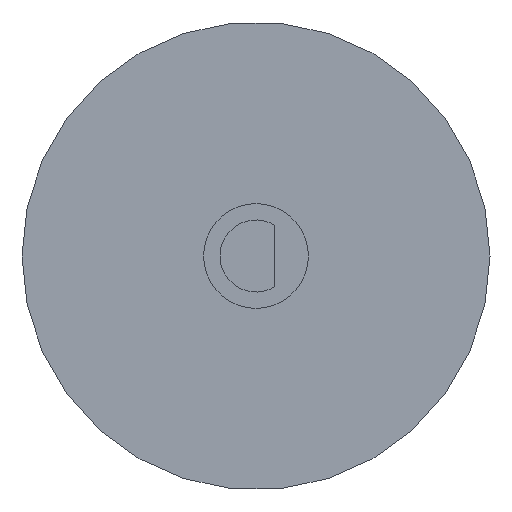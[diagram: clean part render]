
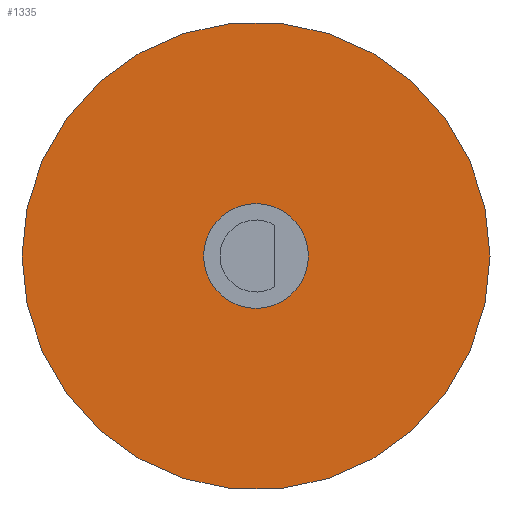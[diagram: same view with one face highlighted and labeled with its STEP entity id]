
A CAD part, front view. The second image highlights one B-rep face of the part: STEP entity #1335.
In plain terms, the highlighted planar face has unit normal (0, -1, 0).
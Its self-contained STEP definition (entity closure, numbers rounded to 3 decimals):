
#18=FACE_BOUND('',#146,.T.);
#21=CIRCLE('',#1427,4.5);
#67=FACE_OUTER_BOUND('',#145,.T.);
#145=EDGE_LOOP('',(#1055,#1056,#1057,#1058,#1059,#1060,#1061,#1062,#1063,
#1064,#1065,#1066,#1067,#1068,#1069,#1070,#1071,#1072,#1073,#1074,#1075,
#1076,#1077,#1078,#1079,#1080,#1081,#1082,#1083,#1084));
#146=EDGE_LOOP('',(#1085));
#300=LINE('',#2061,#482);
#301=LINE('',#2063,#483);
#302=LINE('',#2065,#484);
#303=LINE('',#2067,#485);
#304=LINE('',#2069,#486);
#305=LINE('',#2071,#487);
#306=LINE('',#2073,#488);
#307=LINE('',#2075,#489);
#308=LINE('',#2077,#490);
#309=LINE('',#2079,#491);
#310=LINE('',#2081,#492);
#311=LINE('',#2083,#493);
#312=LINE('',#2085,#494);
#313=LINE('',#2087,#495);
#314=LINE('',#2089,#496);
#315=LINE('',#2091,#497);
#316=LINE('',#2093,#498);
#317=LINE('',#2095,#499);
#318=LINE('',#2097,#500);
#319=LINE('',#2099,#501);
#320=LINE('',#2101,#502);
#321=LINE('',#2103,#503);
#322=LINE('',#2105,#504);
#323=LINE('',#2107,#505);
#324=LINE('',#2109,#506);
#325=LINE('',#2111,#507);
#326=LINE('',#2113,#508);
#327=LINE('',#2115,#509);
#328=LINE('',#2117,#510);
#329=LINE('',#2118,#511);
#482=VECTOR('',#1679,10.);
#483=VECTOR('',#1680,10.);
#484=VECTOR('',#1681,10.);
#485=VECTOR('',#1682,10.);
#486=VECTOR('',#1683,10.);
#487=VECTOR('',#1684,10.);
#488=VECTOR('',#1685,10.);
#489=VECTOR('',#1686,10.);
#490=VECTOR('',#1687,10.);
#491=VECTOR('',#1688,10.);
#492=VECTOR('',#1689,10.);
#493=VECTOR('',#1690,10.);
#494=VECTOR('',#1691,10.);
#495=VECTOR('',#1692,10.);
#496=VECTOR('',#1693,10.);
#497=VECTOR('',#1694,10.);
#498=VECTOR('',#1695,10.);
#499=VECTOR('',#1696,10.);
#500=VECTOR('',#1697,10.);
#501=VECTOR('',#1698,10.);
#502=VECTOR('',#1699,10.);
#503=VECTOR('',#1700,10.);
#504=VECTOR('',#1701,10.);
#505=VECTOR('',#1702,10.);
#506=VECTOR('',#1703,10.);
#507=VECTOR('',#1704,10.);
#508=VECTOR('',#1705,10.);
#509=VECTOR('',#1706,10.);
#510=VECTOR('',#1707,10.);
#511=VECTOR('',#1708,10.);
#625=VERTEX_POINT('',#2053);
#627=VERTEX_POINT('',#2059);
#628=VERTEX_POINT('',#2060);
#629=VERTEX_POINT('',#2062);
#630=VERTEX_POINT('',#2064);
#631=VERTEX_POINT('',#2066);
#632=VERTEX_POINT('',#2068);
#633=VERTEX_POINT('',#2070);
#634=VERTEX_POINT('',#2072);
#635=VERTEX_POINT('',#2074);
#636=VERTEX_POINT('',#2076);
#637=VERTEX_POINT('',#2078);
#638=VERTEX_POINT('',#2080);
#639=VERTEX_POINT('',#2082);
#640=VERTEX_POINT('',#2084);
#641=VERTEX_POINT('',#2086);
#642=VERTEX_POINT('',#2088);
#643=VERTEX_POINT('',#2090);
#644=VERTEX_POINT('',#2092);
#645=VERTEX_POINT('',#2094);
#646=VERTEX_POINT('',#2096);
#647=VERTEX_POINT('',#2098);
#648=VERTEX_POINT('',#2100);
#649=VERTEX_POINT('',#2102);
#650=VERTEX_POINT('',#2104);
#651=VERTEX_POINT('',#2106);
#652=VERTEX_POINT('',#2108);
#653=VERTEX_POINT('',#2110);
#654=VERTEX_POINT('',#2112);
#655=VERTEX_POINT('',#2114);
#656=VERTEX_POINT('',#2116);
#778=EDGE_CURVE('',#625,#625,#21,.T.);
#781=EDGE_CURVE('',#627,#628,#300,.T.);
#782=EDGE_CURVE('',#628,#629,#301,.T.);
#783=EDGE_CURVE('',#629,#630,#302,.T.);
#784=EDGE_CURVE('',#630,#631,#303,.T.);
#785=EDGE_CURVE('',#631,#632,#304,.T.);
#786=EDGE_CURVE('',#632,#633,#305,.T.);
#787=EDGE_CURVE('',#633,#634,#306,.T.);
#788=EDGE_CURVE('',#634,#635,#307,.T.);
#789=EDGE_CURVE('',#635,#636,#308,.T.);
#790=EDGE_CURVE('',#636,#637,#309,.T.);
#791=EDGE_CURVE('',#637,#638,#310,.T.);
#792=EDGE_CURVE('',#638,#639,#311,.T.);
#793=EDGE_CURVE('',#639,#640,#312,.T.);
#794=EDGE_CURVE('',#640,#641,#313,.T.);
#795=EDGE_CURVE('',#641,#642,#314,.T.);
#796=EDGE_CURVE('',#642,#643,#315,.T.);
#797=EDGE_CURVE('',#643,#644,#316,.T.);
#798=EDGE_CURVE('',#644,#645,#317,.T.);
#799=EDGE_CURVE('',#645,#646,#318,.T.);
#800=EDGE_CURVE('',#646,#647,#319,.T.);
#801=EDGE_CURVE('',#647,#648,#320,.T.);
#802=EDGE_CURVE('',#648,#649,#321,.T.);
#803=EDGE_CURVE('',#649,#650,#322,.T.);
#804=EDGE_CURVE('',#650,#651,#323,.T.);
#805=EDGE_CURVE('',#651,#652,#324,.T.);
#806=EDGE_CURVE('',#652,#653,#325,.T.);
#807=EDGE_CURVE('',#653,#654,#326,.T.);
#808=EDGE_CURVE('',#654,#655,#327,.T.);
#809=EDGE_CURVE('',#655,#656,#328,.T.);
#810=EDGE_CURVE('',#656,#627,#329,.T.);
#1055=ORIENTED_EDGE('',*,*,#781,.T.);
#1056=ORIENTED_EDGE('',*,*,#782,.T.);
#1057=ORIENTED_EDGE('',*,*,#783,.T.);
#1058=ORIENTED_EDGE('',*,*,#784,.T.);
#1059=ORIENTED_EDGE('',*,*,#785,.T.);
#1060=ORIENTED_EDGE('',*,*,#786,.T.);
#1061=ORIENTED_EDGE('',*,*,#787,.T.);
#1062=ORIENTED_EDGE('',*,*,#788,.T.);
#1063=ORIENTED_EDGE('',*,*,#789,.T.);
#1064=ORIENTED_EDGE('',*,*,#790,.T.);
#1065=ORIENTED_EDGE('',*,*,#791,.T.);
#1066=ORIENTED_EDGE('',*,*,#792,.T.);
#1067=ORIENTED_EDGE('',*,*,#793,.T.);
#1068=ORIENTED_EDGE('',*,*,#794,.T.);
#1069=ORIENTED_EDGE('',*,*,#795,.T.);
#1070=ORIENTED_EDGE('',*,*,#796,.T.);
#1071=ORIENTED_EDGE('',*,*,#797,.T.);
#1072=ORIENTED_EDGE('',*,*,#798,.T.);
#1073=ORIENTED_EDGE('',*,*,#799,.T.);
#1074=ORIENTED_EDGE('',*,*,#800,.T.);
#1075=ORIENTED_EDGE('',*,*,#801,.T.);
#1076=ORIENTED_EDGE('',*,*,#802,.T.);
#1077=ORIENTED_EDGE('',*,*,#803,.T.);
#1078=ORIENTED_EDGE('',*,*,#804,.T.);
#1079=ORIENTED_EDGE('',*,*,#805,.T.);
#1080=ORIENTED_EDGE('',*,*,#806,.T.);
#1081=ORIENTED_EDGE('',*,*,#807,.T.);
#1082=ORIENTED_EDGE('',*,*,#808,.T.);
#1083=ORIENTED_EDGE('',*,*,#809,.T.);
#1084=ORIENTED_EDGE('',*,*,#810,.T.);
#1085=ORIENTED_EDGE('',*,*,#778,.T.);
#1259=PLANE('',#1429);
#1335=ADVANCED_FACE('',(#67,#18),#1259,.T.);
#1427=AXIS2_PLACEMENT_3D('',#2054,#1672,#1673);
#1429=AXIS2_PLACEMENT_3D('',#2058,#1677,#1678);
#1672=DIRECTION('center_axis',(0.,1.,0.));
#1673=DIRECTION('ref_axis',(1.,0.,0.));
#1677=DIRECTION('center_axis',(0.,-1.,0.));
#1678=DIRECTION('ref_axis',(1.,0.,0.));
#1679=DIRECTION('',(0.978,0.,-0.208));
#1680=DIRECTION('',(1.,0.,0.));
#1681=DIRECTION('',(0.978,0.,0.208));
#1682=DIRECTION('',(0.914,0.,0.407));
#1683=DIRECTION('',(0.809,0.,0.588));
#1684=DIRECTION('',(0.669,0.,0.743));
#1685=DIRECTION('',(0.5,0.,0.866));
#1686=DIRECTION('',(0.309,0.,0.951));
#1687=DIRECTION('',(0.105,0.,0.995));
#1688=DIRECTION('',(-0.105,0.,0.995));
#1689=DIRECTION('',(-0.309,0.,0.951));
#1690=DIRECTION('',(-0.5,0.,0.866));
#1691=DIRECTION('',(-0.669,0.,0.743));
#1692=DIRECTION('',(-0.809,0.,0.588));
#1693=DIRECTION('',(-0.914,0.,0.407));
#1694=DIRECTION('',(-0.978,0.,0.208));
#1695=DIRECTION('',(-1.,0.,0.));
#1696=DIRECTION('',(-0.978,0.,-0.208));
#1697=DIRECTION('',(-0.914,0.,-0.407));
#1698=DIRECTION('',(-0.809,0.,-0.588));
#1699=DIRECTION('',(-0.669,0.,-0.743));
#1700=DIRECTION('',(-0.5,0.,-0.866));
#1701=DIRECTION('',(-0.309,0.,-0.951));
#1702=DIRECTION('',(-0.105,0.,-0.995));
#1703=DIRECTION('',(0.105,0.,-0.995));
#1704=DIRECTION('',(0.309,0.,-0.951));
#1705=DIRECTION('',(0.5,0.,-0.866));
#1706=DIRECTION('',(0.669,0.,-0.743));
#1707=DIRECTION('',(0.809,0.,-0.588));
#1708=DIRECTION('',(0.914,0.,-0.407));
#2053=CARTESIAN_POINT('',(-4.5,-0.5,0.));
#2054=CARTESIAN_POINT('Origin',(0.,-0.5,0.));
#2058=CARTESIAN_POINT('Origin',(0.,-0.5,0.));
#2059=CARTESIAN_POINT('',(-6.214,-0.5,-19.126));
#2060=CARTESIAN_POINT('',(-2.102,-0.5,-20.));
#2061=CARTESIAN_POINT('',(-6.214,-0.5,-19.126));
#2062=CARTESIAN_POINT('',(2.102,-0.5,-20.));
#2063=CARTESIAN_POINT('',(-2.102,-0.5,-20.));
#2064=CARTESIAN_POINT('',(6.214,-0.5,-19.126));
#2065=CARTESIAN_POINT('',(2.102,-0.5,-20.));
#2066=CARTESIAN_POINT('',(10.055,-0.5,-17.416));
#2067=CARTESIAN_POINT('',(6.214,-0.5,-19.126));
#2068=CARTESIAN_POINT('',(13.456,-0.5,-14.945));
#2069=CARTESIAN_POINT('',(10.055,-0.5,-17.416));
#2070=CARTESIAN_POINT('',(16.269,-0.5,-11.82));
#2071=CARTESIAN_POINT('',(13.456,-0.5,-14.945));
#2072=CARTESIAN_POINT('',(18.372,-0.5,-8.18));
#2073=CARTESIAN_POINT('',(16.269,-0.5,-11.82));
#2074=CARTESIAN_POINT('',(19.671,-0.5,-4.181));
#2075=CARTESIAN_POINT('',(18.372,-0.5,-8.18));
#2076=CARTESIAN_POINT('',(20.11,-0.5,0.));
#2077=CARTESIAN_POINT('',(19.671,-0.5,-4.181));
#2078=CARTESIAN_POINT('',(19.671,-0.5,4.181));
#2079=CARTESIAN_POINT('',(20.11,-0.5,0.));
#2080=CARTESIAN_POINT('',(18.372,-0.5,8.18));
#2081=CARTESIAN_POINT('',(19.671,-0.5,4.181));
#2082=CARTESIAN_POINT('',(16.269,-0.5,11.82));
#2083=CARTESIAN_POINT('',(18.372,-0.5,8.18));
#2084=CARTESIAN_POINT('',(13.456,-0.5,14.945));
#2085=CARTESIAN_POINT('',(16.269,-0.5,11.82));
#2086=CARTESIAN_POINT('',(10.055,-0.5,17.416));
#2087=CARTESIAN_POINT('',(13.456,-0.5,14.945));
#2088=CARTESIAN_POINT('',(6.214,-0.5,19.126));
#2089=CARTESIAN_POINT('',(10.055,-0.5,17.416));
#2090=CARTESIAN_POINT('',(2.102,-0.5,20.));
#2091=CARTESIAN_POINT('',(6.214,-0.5,19.126));
#2092=CARTESIAN_POINT('',(-2.102,-0.5,20.));
#2093=CARTESIAN_POINT('',(2.102,-0.5,20.));
#2094=CARTESIAN_POINT('',(-6.214,-0.5,19.126));
#2095=CARTESIAN_POINT('',(-2.102,-0.5,20.));
#2096=CARTESIAN_POINT('',(-10.055,-0.5,17.416));
#2097=CARTESIAN_POINT('',(-6.214,-0.5,19.126));
#2098=CARTESIAN_POINT('',(-13.456,-0.5,14.945));
#2099=CARTESIAN_POINT('',(-10.055,-0.5,17.416));
#2100=CARTESIAN_POINT('',(-16.269,-0.5,11.82));
#2101=CARTESIAN_POINT('',(-13.456,-0.5,14.945));
#2102=CARTESIAN_POINT('',(-18.372,-0.5,8.18));
#2103=CARTESIAN_POINT('',(-16.269,-0.5,11.82));
#2104=CARTESIAN_POINT('',(-19.671,-0.5,4.181));
#2105=CARTESIAN_POINT('',(-18.372,-0.5,8.18));
#2106=CARTESIAN_POINT('',(-20.11,-0.5,0.));
#2107=CARTESIAN_POINT('',(-19.671,-0.5,4.181));
#2108=CARTESIAN_POINT('',(-19.671,-0.5,-4.181));
#2109=CARTESIAN_POINT('',(-20.11,-0.5,0.));
#2110=CARTESIAN_POINT('',(-18.372,-0.5,-8.18));
#2111=CARTESIAN_POINT('',(-19.671,-0.5,-4.181));
#2112=CARTESIAN_POINT('',(-16.269,-0.5,-11.82));
#2113=CARTESIAN_POINT('',(-18.372,-0.5,-8.18));
#2114=CARTESIAN_POINT('',(-13.456,-0.5,-14.945));
#2115=CARTESIAN_POINT('',(-16.269,-0.5,-11.82));
#2116=CARTESIAN_POINT('',(-10.055,-0.5,-17.416));
#2117=CARTESIAN_POINT('',(-13.456,-0.5,-14.945));
#2118=CARTESIAN_POINT('',(-10.055,-0.5,-17.416));
